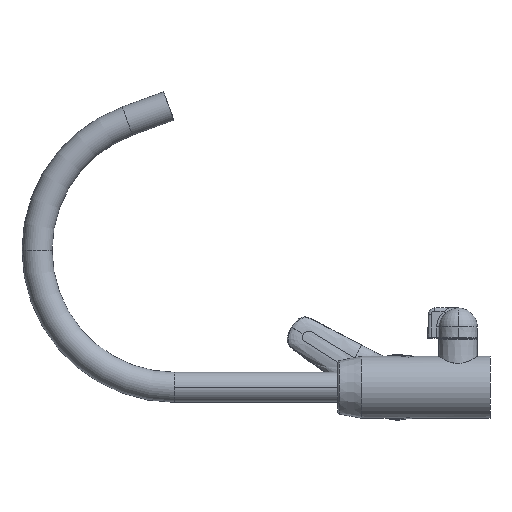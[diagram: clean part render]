
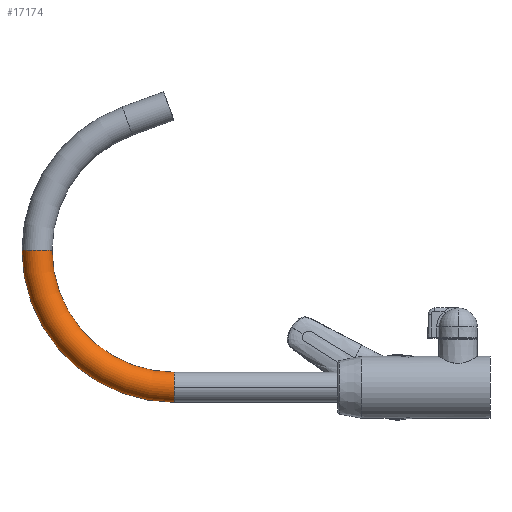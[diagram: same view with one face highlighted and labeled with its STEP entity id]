
A CAD part, left-side view. The second image highlights one B-rep face of the part: STEP entity #17174.
In plain terms, the highlighted toroidal (fillet/blend) face has major radius 104.085 mm and minor radius 11.4 mm.
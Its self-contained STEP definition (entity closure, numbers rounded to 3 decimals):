
#979 = VERTEX_POINT ( 'NONE', #4802 ) ;
#1293 = CIRCLE ( 'NONE', #13402, 11.4 ) ;
#1688 = FACE_OUTER_BOUND ( 'NONE', #9180, .T. ) ;
#1875 = CARTESIAN_POINT ( 'NONE',  ( 54.996, 250.69, -10.474 ) ) ;
#1936 = CARTESIAN_POINT ( 'NONE',  ( 54.996, 250.69, 0.926 ) ) ;
#2060 = AXIS2_PLACEMENT_3D ( 'NONE', #1936, #13000, #4839 ) ;
#2445 = CARTESIAN_POINT ( 'NONE',  ( 54.996, 250.69, 0.926 ) ) ;
#2456 = EDGE_CURVE ( 'NONE', #4006, #13935, #10859, .T. ) ;
#2558 = DIRECTION ( 'NONE',  ( 0., 0., 1. ) ) ;
#3673 = DIRECTION ( 'NONE',  ( 0., 0., -1. ) ) ;
#3780 = ORIENTED_EDGE ( 'NONE', *, *, #12897, .F. ) ;
#4006 = VERTEX_POINT ( 'NONE', #14129 ) ;
#4186 = ORIENTED_EDGE ( 'NONE', *, *, #2456, .T. ) ;
#4372 = CIRCLE ( 'NONE', #2060, 11.4 ) ;
#4802 = CARTESIAN_POINT ( 'NONE',  ( 43.596, 250.69, 0.926 ) ) ;
#4839 = DIRECTION ( 'NONE',  ( 0., 0., -1. ) ) ;
#5729 = EDGE_CURVE ( 'NONE', #979, #13935, #4372, .T. ) ;
#6460 = VERTEX_POINT ( 'NONE', #6759 ) ;
#6759 = CARTESIAN_POINT ( 'NONE',  ( 54.996, 343.375, 105.012 ) ) ;
#6883 = CARTESIAN_POINT ( 'NONE',  ( 54.996, 250.69, 105.012 ) ) ;
#6968 = CARTESIAN_POINT ( 'NONE',  ( 54.996, 250.69, 12.326 ) ) ;
#7350 = CARTESIAN_POINT ( 'NONE',  ( 54.996, 250.69, 105.012 ) ) ;
#8052 = DIRECTION ( 'NONE',  ( 0., -1., 0. ) ) ;
#8144 = EDGE_CURVE ( 'NONE', #16075, #979, #11273, .T. ) ;
#8693 = CARTESIAN_POINT ( 'NONE',  ( 54.996, 250.69, 105.012 ) ) ;
#8911 = AXIS2_PLACEMENT_3D ( 'NONE', #6883, #16674, #13776 ) ;
#8979 = AXIS2_PLACEMENT_3D ( 'NONE', #7350, #15713, #15833 ) ;
#9180 = EDGE_LOOP ( 'NONE', ( #15468, #4186, #10140, #11967, #3780 ) ) ;
#9699 = TOROIDAL_SURFACE ( 'NONE', #8911, 104.085, 11.4 ) ;
#10140 = ORIENTED_EDGE ( 'NONE', *, *, #5729, .F. ) ;
#10859 = CIRCLE ( 'NONE', #8979, 115.485 ) ;
#11273 = CIRCLE ( 'NONE', #13748, 11.4 ) ;
#11680 = DIRECTION ( 'NONE',  ( 0., 0., 1. ) ) ;
#11751 = EDGE_CURVE ( 'NONE', #4006, #6460, #1293, .T. ) ;
#11967 = ORIENTED_EDGE ( 'NONE', *, *, #8144, .F. ) ;
#12123 = DIRECTION ( 'NONE',  ( 0., -1., 0. ) ) ;
#12885 = DIRECTION ( 'NONE',  ( -1., 0., 0. ) ) ;
#12897 = EDGE_CURVE ( 'NONE', #6460, #16075, #13821, .T. ) ;
#13000 = DIRECTION ( 'NONE',  ( 0., -1., 0. ) ) ;
#13402 = AXIS2_PLACEMENT_3D ( 'NONE', #16517, #2558, #8052 ) ;
#13748 = AXIS2_PLACEMENT_3D ( 'NONE', #2445, #12123, #3673 ) ;
#13776 = DIRECTION ( 'NONE',  ( 0., 1., 0. ) ) ;
#13821 = CIRCLE ( 'NONE', #15862, 92.685 ) ;
#13935 = VERTEX_POINT ( 'NONE', #1875 ) ;
#14129 = CARTESIAN_POINT ( 'NONE',  ( 54.996, 366.175, 105.012 ) ) ;
#15468 = ORIENTED_EDGE ( 'NONE', *, *, #11751, .F. ) ;
#15713 = DIRECTION ( 'NONE',  ( -1., 0., 0. ) ) ;
#15833 = DIRECTION ( 'NONE',  ( 0., 0., 1. ) ) ;
#15862 = AXIS2_PLACEMENT_3D ( 'NONE', #8693, #12885, #11680 ) ;
#16075 = VERTEX_POINT ( 'NONE', #6968 ) ;
#16517 = CARTESIAN_POINT ( 'NONE',  ( 54.996, 354.775, 105.012 ) ) ;
#16674 = DIRECTION ( 'NONE',  ( -1., 0., 0. ) ) ;
#17174 = ADVANCED_FACE ( 'NONE', ( #1688 ), #9699, .T. ) ;
